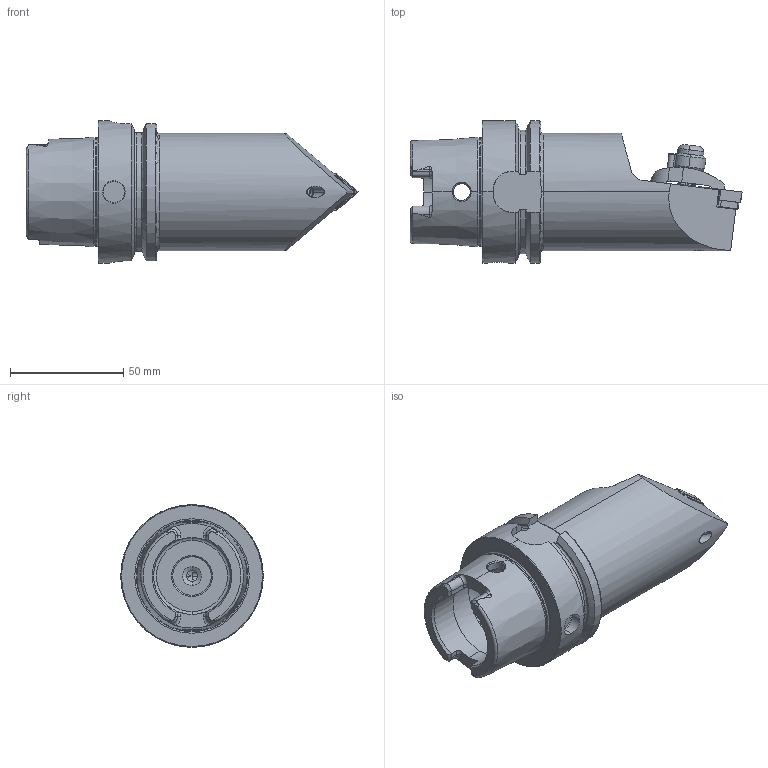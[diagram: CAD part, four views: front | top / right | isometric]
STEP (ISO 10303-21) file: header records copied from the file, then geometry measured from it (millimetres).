
FILE_DESCRIPTION (( 'STEP AP203' ), '1' );
FILE_NAME ('HA6-KCD.NMA.115.STEP', '2018-01-19T12:06:57', ( 'SWIAdmin' ), ( 'Hewlett-Packard Company' ), 'SwSTEP 2.0', 'SolidWorks 2017', '' );
FILE_SCHEMA (( 'CONFIG_CONTROL_DESIGN' ));
Length unit declared in the file: millimetre
Products named in the file (11): WCD-ER2.101.003_A; WCC-ER2.001.010_A; WCC-ER5.102.005_A; WCC-ER3.102.024_C; WCC-ER4.103.032_A; WCC-ER5.102.012_B; KVT_MB_600_050; ISO 13337 - 3 x 12_PreviewCfg; HA6-KCD.NMA.115; HA6-KCD.NMA.115_A; CNMG120404
Assembly tree (10 placements, depth 2):
  HA6-KCD.NMA.115
    HA6-KCD.NMA.115_A
    CNMG120404
    WCD-ER2.101.003_A
    WCC-ER2.001.010_A
    WCC-ER3.102.024_C
    WCC-ER5.102.012_B
    WCC-ER5.102.005_A
    WCC-ER4.103.032_A
    KVT_MB_600_050
    ISO 13337 - 3 x 12_PreviewCfg
Bounding box: 146.9 x 63 x 63 mm (x, y, z)
Volume: 209684.7 mm3; surface area: 40500.2 mm2
Topology: 12 solids, 12 shells, 475 faces, 1182 edges, 717 vertices
Faces by surface type: cylinder 154, plane 132, cone 111, torus 60, bspline 16, sphere 2
Entity records: 17245 total; most frequent: CARTESIAN_POINT 5098, ORIENTED_EDGE 2322, DIRECTION 2306, EDGE_CURVE 1161, AXIS2_PLACEMENT_3D 920, VERTEX_POINT 714, EDGE_LOOP 503, ADVANCED_FACE 475
